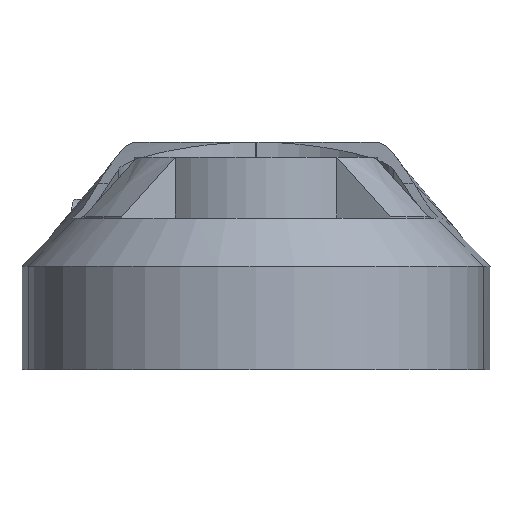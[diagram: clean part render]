
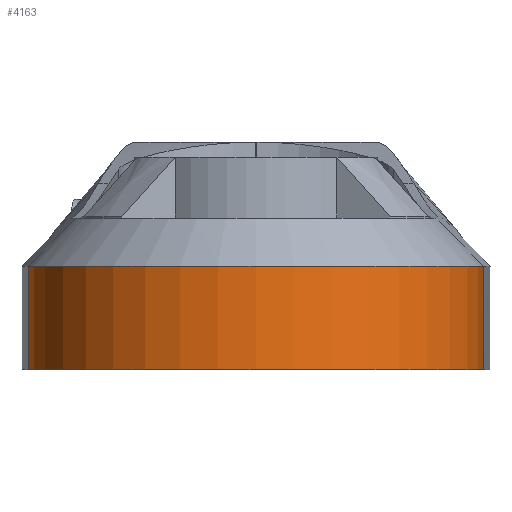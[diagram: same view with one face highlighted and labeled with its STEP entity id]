
A CAD part, front view. The second image highlights one B-rep face of the part: STEP entity #4163.
In plain terms, the highlighted cylindrical face has radius 30 mm (diameter 60 mm), a partial arc.
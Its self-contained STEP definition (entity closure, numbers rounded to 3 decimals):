
#114 = CARTESIAN_POINT ( 'NONE',  ( 29.965, -1.445, 7. ) ) ;
#249 = ORIENTED_EDGE ( 'NONE', *, *, #787, .T. ) ;
#271 = ORIENTED_EDGE ( 'NONE', *, *, #3916, .F. ) ;
#321 = VECTOR ( 'NONE', #3744, 1000. ) ;
#354 = CARTESIAN_POINT ( 'NONE',  ( 29.965, -1.445, 13.663 ) ) ;
#431 = CARTESIAN_POINT ( 'NONE',  ( -29.965, -1.445, 0. ) ) ;
#548 = CARTESIAN_POINT ( 'NONE',  ( 0., 0., 0. ) ) ;
#563 = VECTOR ( 'NONE', #2207, 1000. ) ;
#787 = EDGE_CURVE ( 'NONE', #2969, #3508, #4288, .T. ) ;
#880 = CARTESIAN_POINT ( 'NONE',  ( -29.965, -1.445, 7. ) ) ;
#964 = AXIS2_PLACEMENT_3D ( 'NONE', #548, #4191, #2539 ) ;
#978 = ORIENTED_EDGE ( 'NONE', *, *, #3402, .T. ) ;
#1168 = CARTESIAN_POINT ( 'NONE',  ( 0., 0., 13.663 ) ) ;
#1199 = LINE ( 'NONE', #880, #563 ) ;
#1518 = DIRECTION ( 'NONE',  ( 1., 0., 0. ) ) ;
#1746 = LINE ( 'NONE', #114, #321 ) ;
#1826 = EDGE_CURVE ( 'NONE', #4107, #2969, #1199, .T. ) ;
#1846 = CIRCLE ( 'NONE', #3433, 30. ) ;
#1976 = CYLINDRICAL_SURFACE ( 'NONE', #3858, 30. ) ;
#2107 = ORIENTED_EDGE ( 'NONE', *, *, #1826, .T. ) ;
#2207 = DIRECTION ( 'NONE',  ( 0., 0., -1. ) ) ;
#2326 = DIRECTION ( 'NONE',  ( 0., 0., -1. ) ) ;
#2344 = CARTESIAN_POINT ( 'NONE',  ( -29.965, -1.445, 13.663 ) ) ;
#2539 = DIRECTION ( 'NONE',  ( 1., 0., 0. ) ) ;
#2687 = FACE_OUTER_BOUND ( 'NONE', #2712, .T. ) ;
#2712 = EDGE_LOOP ( 'NONE', ( #271, #978, #2107, #249 ) ) ;
#2765 = VERTEX_POINT ( 'NONE', #354 ) ;
#2969 = VERTEX_POINT ( 'NONE', #431 ) ;
#2970 = CARTESIAN_POINT ( 'NONE',  ( 0., 0., 7. ) ) ;
#3071 = DIRECTION ( 'NONE',  ( 0., 0., -1. ) ) ;
#3402 = EDGE_CURVE ( 'NONE', #2765, #4107, #1846, .T. ) ;
#3433 = AXIS2_PLACEMENT_3D ( 'NONE', #1168, #3071, #1518 ) ;
#3508 = VERTEX_POINT ( 'NONE', #4169 ) ;
#3647 = DIRECTION ( 'NONE',  ( -1., 0., 0. ) ) ;
#3744 = DIRECTION ( 'NONE',  ( 0., 0., -1. ) ) ;
#3858 = AXIS2_PLACEMENT_3D ( 'NONE', #2970, #2326, #3647 ) ;
#3916 = EDGE_CURVE ( 'NONE', #2765, #3508, #1746, .T. ) ;
#4107 = VERTEX_POINT ( 'NONE', #2344 ) ;
#4163 = ADVANCED_FACE ( 'NONE', ( #2687 ), #1976, .T. ) ;
#4169 = CARTESIAN_POINT ( 'NONE',  ( 29.965, -1.445, 0. ) ) ;
#4191 = DIRECTION ( 'NONE',  ( 0., 0., 1. ) ) ;
#4288 = CIRCLE ( 'NONE', #964, 30. ) ;
